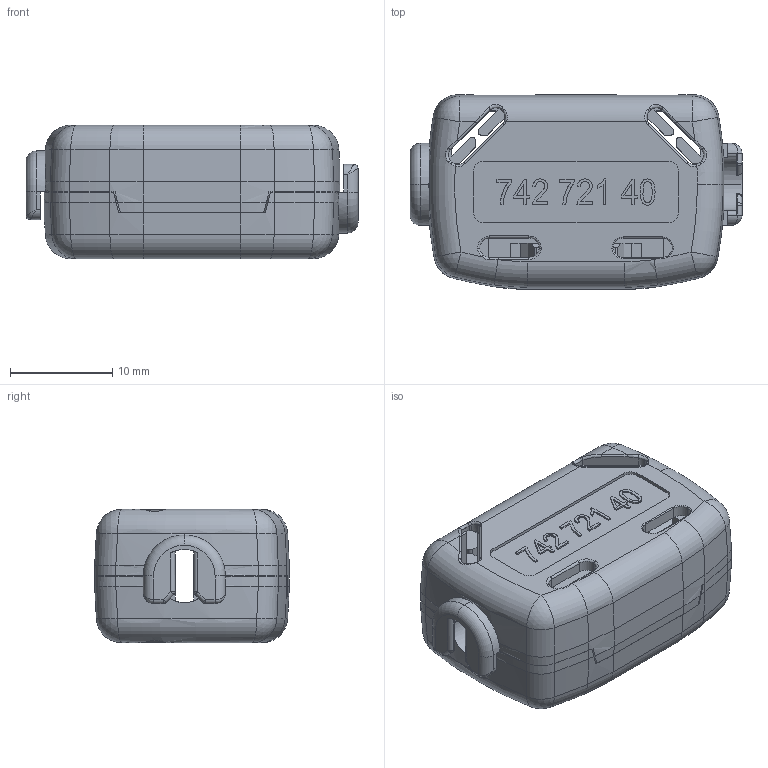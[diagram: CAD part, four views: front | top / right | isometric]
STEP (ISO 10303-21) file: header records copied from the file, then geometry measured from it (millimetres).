
FILE_DESCRIPTION(/* description */ ('Unknown'),/* implementation_level */ '2;1');
FILE_NAME(/* name */ '74272140',/* time_stamp */ '2024-04-18T14:28:42+02:00',/* author */ ('Unknown'),/* organization */ ('Unknown'),/* preprocessor_version */ 'ST-DEVELOPER v18.102',/* originating_system */ 'Solid Edge',/* authorisation */ 'Unknown');
FILE_SCHEMA (('AP203_CONFIGURATION_CONTROLLED_3D_DESIGN_OF_MECHANICAL_PARTS_AND_ASSEMBLIES_MIM_LF { 1 0 10303 203 3 1 4 }','AUTOMOTIVE_DESIGN {1 0 10303 214 3 1 1}'));
Length unit declared in the file: millimetre
Products named in the file (3): 74272140; 74272140_unten; 74272140_oben
Assembly tree (2 placements, depth 2):
  74272140
    74272140_unten
    74272140_oben
Bounding box: 32.4 x 19 x 13.01 mm (x, y, z)
Volume: 2685.7 mm3; surface area: 4794.4 mm2
Topology: 2 solids, 2 shells, 1279 faces, 3494 edges, 2259 vertices
Faces by surface type: plane 826, cylinder 333, torus 55, cone 26, bspline 24, sphere 15
Full cylindrical faces by diameter (mm): 2.5 x2, 3 x1
Entity records: 41890 total; most frequent: CARTESIAN_POINT 10754, ORIENTED_EDGE 6966, DIRECTION 5694, EDGE_CURVE 3483, LINE 2356, VECTOR 2356, VERTEX_POINT 2259, AXIS2_PLACEMENT_3D 1669
